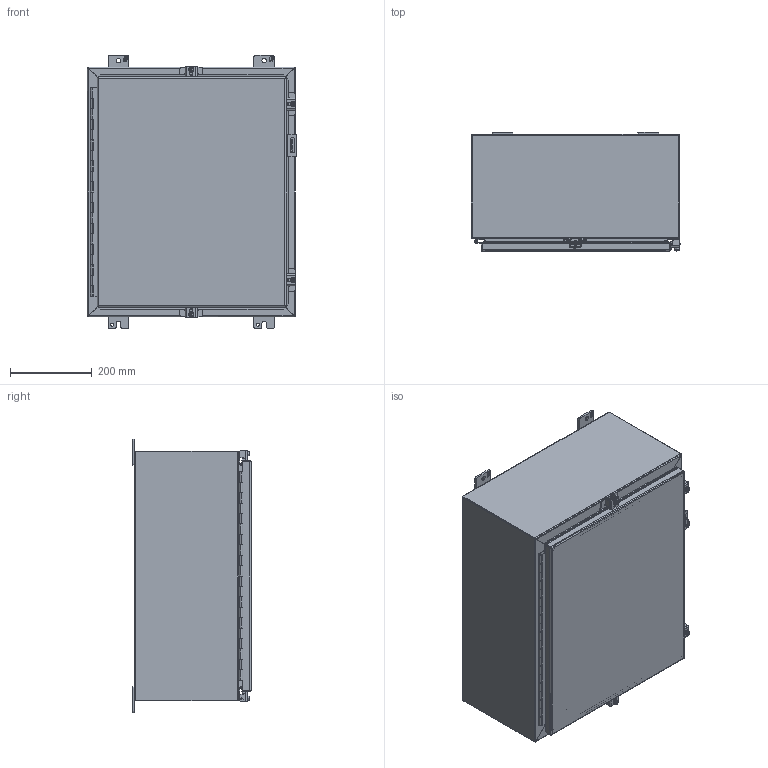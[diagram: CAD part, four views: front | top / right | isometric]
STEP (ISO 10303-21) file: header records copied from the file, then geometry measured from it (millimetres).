
FILE_DESCRIPTION (( 'STEP AP203' ), '1' );
FILE_NAME ('1418N4ALE10_Default.step', '2019-10-31T20:50:13', ( 'ADC123' ), ( 'Microsoft' ), 'SwSTEP 2.0', 'SolidWorks 2019', '' );
FILE_SCHEMA (( 'CONFIG_CONTROL_DESIGN' ));
Products named in the file (1): 1418N4ALE10_Default
Bounding box: 511.2 x 290.51 x 666.75 mm (x, y, z)
Volume: 3684050.7 mm3; surface area: 3359661.1 mm2
Topology: 38 solids, 39 shells, 1524 faces, 4020 edges, 2616 vertices
Faces by surface type: plane 899, cylinder 515, bspline 74, cone 36
Entity records: 50067 total; most frequent: CARTESIAN_POINT 11861, ORIENTED_EDGE 8032, DIRECTION 7776, EDGE_CURVE 4016, VECTOR 2822, LINE 2822, VERTEX_POINT 2616, AXIS2_PLACEMENT_3D 2477
